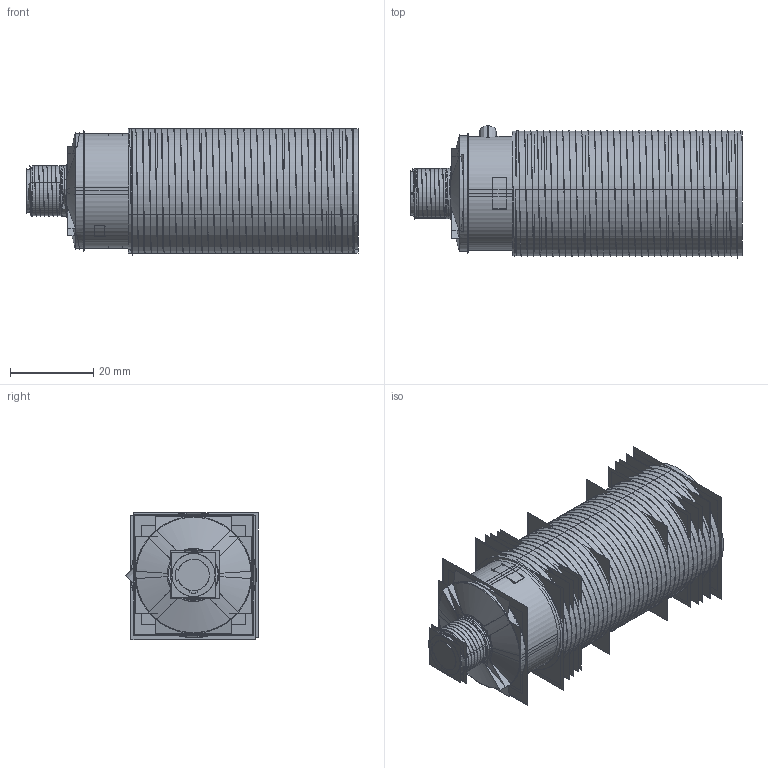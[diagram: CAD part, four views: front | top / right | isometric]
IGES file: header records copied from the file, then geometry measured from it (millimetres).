
Start section:  PTC IGES file: 156671.igs
Global section: file name: 156671.igs; native system: Creo Parametric by Parametric Technology Corporation; preprocessor: 2013230; author: PDMAdmin; organization: Unknown; date: 20160407.134743; units: millimetre
Bounding box: 79.57 x 31.8 x 30.62 mm (x, y, z)
Volume: 11467.8 mm3; surface area: 392440.1 mm2
Topology: 7 solids, 9 shells, 776 faces, 3930 edges, 4996 vertices
Faces by surface type: revolution 458, bspline 318
